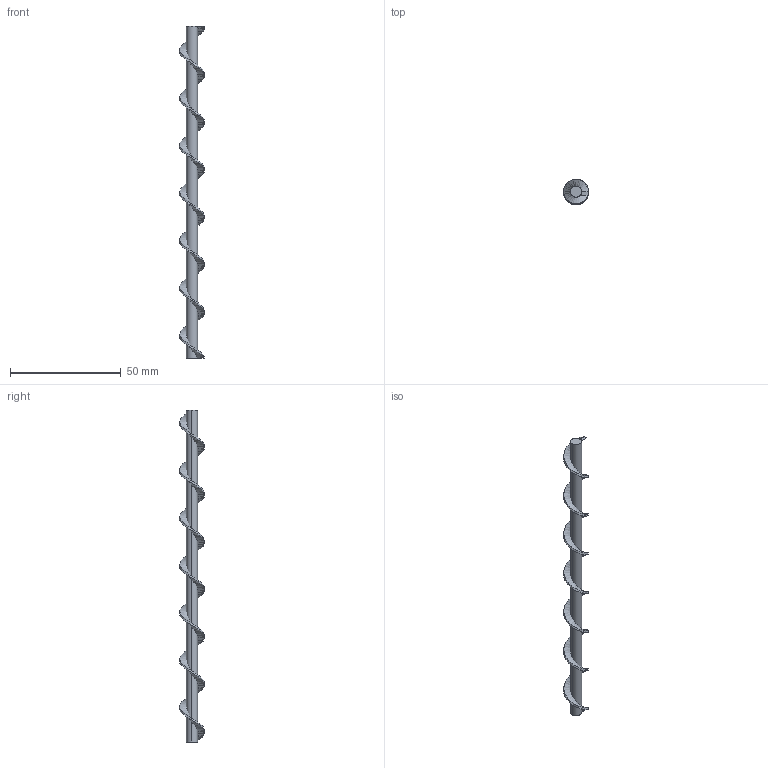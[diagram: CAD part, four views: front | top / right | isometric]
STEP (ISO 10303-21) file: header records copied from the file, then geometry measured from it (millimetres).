
FILE_DESCRIPTION (( 'STEP AP214' ), '1' );
FILE_NAME ('Screw Conveyer.STEP', '2025-03-19T08:17:14', ( '' ), ( '' ), 'SwSTEP 2.0', 'SolidWorks 2024', '' );
FILE_SCHEMA (( 'AUTOMOTIVE_DESIGN' ));
Length unit declared in the file: millimetre
Products named in the file (1): Screw Conveyer
Bounding box: 11.4 x 11.4 x 150 mm (x, y, z)
Volume: 3620.2 mm3; surface area: 4263.7 mm2
Topology: 2 solids, 2 shells, 10 faces, 18 edges, 12 vertices
Faces by surface type: plane 4, bspline 4, cylinder 2
Entity records: 3614 total; most frequent: CARTESIAN_POINT 3405, ORIENTED_EDGE 36, DIRECTION 32, EDGE_CURVE 18, VERTEX_POINT 12, AXIS2_PLACEMENT_3D 11, EDGE_LOOP 10, ADVANCED_FACE 10
